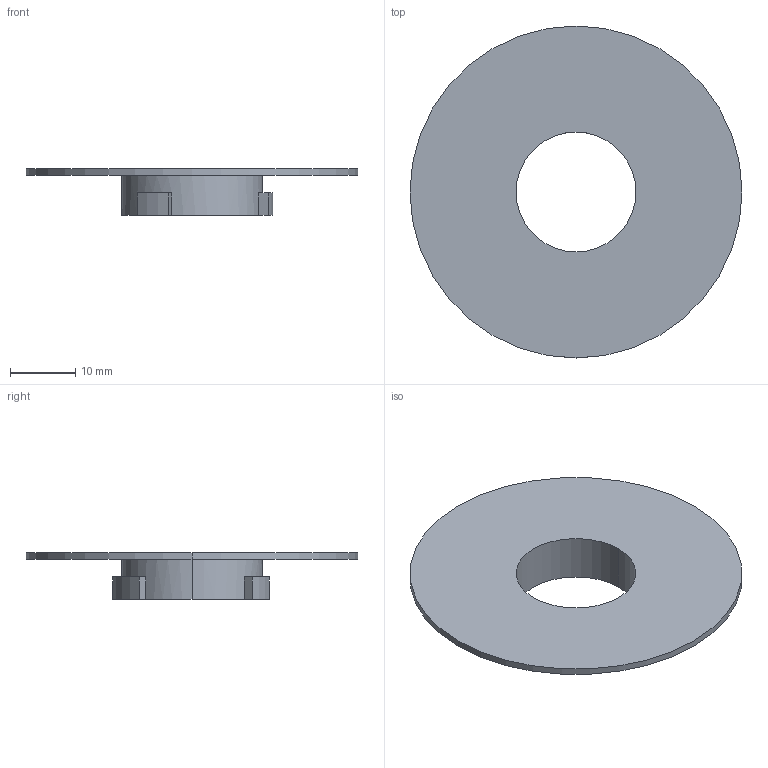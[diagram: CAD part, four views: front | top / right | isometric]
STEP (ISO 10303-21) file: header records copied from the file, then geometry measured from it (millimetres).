
FILE_DESCRIPTION (( 'STEP AP214' ), '1' );
FILE_NAME ('PlasticAdapter.STEP', '2020-03-23T16:49:23', ( 'Ted' ), ( 'Microsoft' ), 'SwSTEP 2.0', 'SolidWorks 2015', '' );
FILE_SCHEMA (( 'AUTOMOTIVE_DESIGN' ));
Length unit declared in the file: inch
Products named in the file (1): PlasticAdapter
Bounding box: 50.8 x 50.8 x 7.16 mm (x, y, z)
Volume: 2522.9 mm3; surface area: 4625.2 mm2
Topology: 1 solids, 1 shells, 22 faces, 57 edges, 38 vertices
Faces by surface type: plane 12, cylinder 10
Entity records: 731 total; most frequent: DIRECTION 129, CARTESIAN_POINT 118, ORIENTED_EDGE 114, EDGE_CURVE 57, AXIS2_PLACEMENT_3D 49, VERTEX_POINT 38, LINE 31, VECTOR 31
